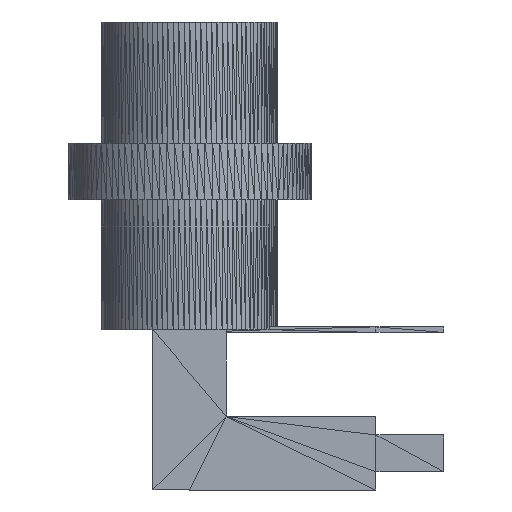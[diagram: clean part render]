
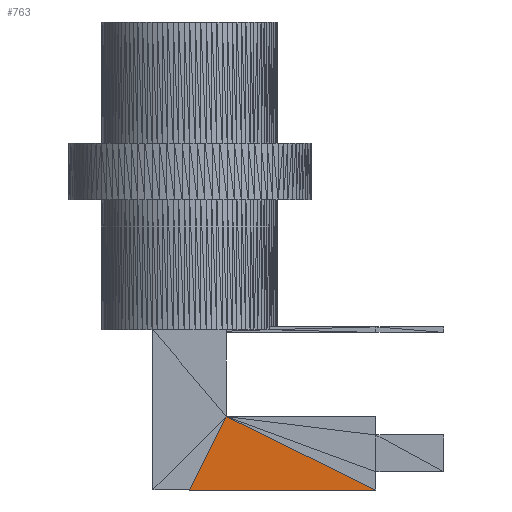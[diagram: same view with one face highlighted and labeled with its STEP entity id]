
A CAD part, left-side view. The second image highlights one B-rep face of the part: STEP entity #763.
In plain terms, the highlighted planar face has unit normal (-1, 0, 0).
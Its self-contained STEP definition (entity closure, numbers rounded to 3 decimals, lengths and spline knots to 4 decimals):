
#678 = EDGE_CURVE('',#679,#681,#683,.T.);
#679 = VERTEX_POINT('',#680);
#680 = CARTESIAN_POINT('',(-3.429,0.,-15.5956));
#681 = VERTEX_POINT('',#682);
#682 = CARTESIAN_POINT('',(-3.429,-1.651,
    -12.2936));
#683 = SURFACE_CURVE('',#684,(#688,#700),.PCURVE_S1.);
#684 = LINE('',#685,#686);
#685 = CARTESIAN_POINT('',(-3.429,0.,-15.5956));
#686 = VECTOR('',#687,1.);
#687 = DIRECTION('',(0.,-0.447,0.894));
#688 = PCURVE('',#689,#694);
#689 = PLANE('',#690);
#690 = AXIS2_PLACEMENT_3D('',#691,#692,#693);
#691 = CARTESIAN_POINT('',(-3.429,-0.8241,
    -13.9443));
#692 = DIRECTION('',(-1.,0.,0.));
#693 = DIRECTION('',(0.,-1.,0.));
#694 = DEFINITIONAL_REPRESENTATION('',(#695),#699);
#695 = LINE('',#696,#697);
#696 = CARTESIAN_POINT('',(-0.824,-1.651));
#697 = VECTOR('',#698,1.);
#698 = DIRECTION('',(0.447,0.894));
#699 = ( GEOMETRIC_REPRESENTATION_CONTEXT(2) 
PARAMETRIC_REPRESENTATION_CONTEXT() REPRESENTATION_CONTEXT('2D SPACE',''
  ) );
#700 = PCURVE('',#701,#706);
#701 = PLANE('',#702);
#702 = AXIS2_PLACEMENT_3D('',#703,#704,#705);
#703 = CARTESIAN_POINT('',(-3.429,-3.8724,
    -14.6517));
#704 = DIRECTION('',(-1.,-0.,-0.));
#705 = DIRECTION('',(0.,0.,-1.));
#706 = DEFINITIONAL_REPRESENTATION('',(#707),#710);
#707 = B_SPLINE_CURVE_WITH_KNOTS('',1,(#708,#709),.UNSPECIFIED.,.F.,.F.,
  (2,2),(0.,3.6917),.PIECEWISE_BEZIER_KNOTS.);
#708 = CARTESIAN_POINT('',(0.944,-3.872));
#709 = CARTESIAN_POINT('',(-2.358,-2.221));
#710 = ( GEOMETRIC_REPRESENTATION_CONTEXT(2) 
PARAMETRIC_REPRESENTATION_CONTEXT() REPRESENTATION_CONTEXT('2D SPACE',''
  ) );
#763 = ADVANCED_FACE('',(#764),#701,.T.);
#764 = FACE_BOUND('',#765,.T.);
#765 = EDGE_LOOP('',(#766,#793,#794));
#766 = ORIENTED_EDGE('',*,*,#767,.T.);
#767 = EDGE_CURVE('',#768,#681,#770,.T.);
#768 = VERTEX_POINT('',#769);
#769 = CARTESIAN_POINT('',(-3.429,-8.382,
    -15.5956));
#770 = SURFACE_CURVE('',#771,(#775,#782),.PCURVE_S1.);
#771 = LINE('',#772,#773);
#772 = CARTESIAN_POINT('',(-3.429,-8.382,
    -15.5956));
#773 = VECTOR('',#774,1.);
#774 = DIRECTION('',(0.,0.898,0.44));
#775 = PCURVE('',#701,#776);
#776 = DEFINITIONAL_REPRESENTATION('',(#777),#781);
#777 = LINE('',#778,#779);
#778 = CARTESIAN_POINT('',(0.944,4.51));
#779 = VECTOR('',#780,1.);
#780 = DIRECTION('',(-0.44,-0.898));
#781 = ( GEOMETRIC_REPRESENTATION_CONTEXT(2) 
PARAMETRIC_REPRESENTATION_CONTEXT() REPRESENTATION_CONTEXT('2D SPACE',''
  ) );
#782 = PCURVE('',#783,#788);
#783 = PLANE('',#784);
#784 = AXIS2_PLACEMENT_3D('',#785,#786,#787);
#785 = CARTESIAN_POINT('',(-3.429,-5.1958,
    -13.8195));
#786 = DIRECTION('',(-1.,-0.,-0.));
#787 = DIRECTION('',(0.,0.,-1.));
#788 = DEFINITIONAL_REPRESENTATION('',(#789),#792);
#789 = B_SPLINE_CURVE_WITH_KNOTS('',1,(#790,#791),.UNSPECIFIED.,.F.,.F.,
  (2,2),(0.,7.4973),.PIECEWISE_BEZIER_KNOTS.);
#790 = CARTESIAN_POINT('',(1.776,3.186));
#791 = CARTESIAN_POINT('',(-1.526,-3.545));
#792 = ( GEOMETRIC_REPRESENTATION_CONTEXT(2) 
PARAMETRIC_REPRESENTATION_CONTEXT() REPRESENTATION_CONTEXT('2D SPACE',''
  ) );
#793 = ORIENTED_EDGE('',*,*,#678,.F.);
#794 = ORIENTED_EDGE('',*,*,#795,.F.);
#795 = EDGE_CURVE('',#768,#679,#796,.T.);
#796 = SURFACE_CURVE('',#797,(#801,#807),.PCURVE_S1.);
#797 = LINE('',#798,#799);
#798 = CARTESIAN_POINT('',(-3.429,-8.382,
    -15.5956));
#799 = VECTOR('',#800,1.);
#800 = DIRECTION('',(0.,1.,0.));
#801 = PCURVE('',#701,#802);
#802 = DEFINITIONAL_REPRESENTATION('',(#803),#806);
#803 = B_SPLINE_CURVE_WITH_KNOTS('',1,(#804,#805),.UNSPECIFIED.,.F.,.F.,
  (2,2),(0.,8.382),.PIECEWISE_BEZIER_KNOTS.);
#804 = CARTESIAN_POINT('',(0.944,4.51));
#805 = CARTESIAN_POINT('',(0.944,-3.872));
#806 = ( GEOMETRIC_REPRESENTATION_CONTEXT(2) 
PARAMETRIC_REPRESENTATION_CONTEXT() REPRESENTATION_CONTEXT('2D SPACE',''
  ) );
#807 = PCURVE('',#808,#813);
#808 = PLANE('',#809);
#809 = AXIS2_PLACEMENT_3D('',#810,#811,#812);
#810 = CARTESIAN_POINT('',(-3.3645,-4.1285,
    -15.5956));
#811 = DIRECTION('',(-0.,-0.,-1.));
#812 = DIRECTION('',(-1.,0.,0.));
#813 = DEFINITIONAL_REPRESENTATION('',(#814),#818);
#814 = LINE('',#815,#816);
#815 = CARTESIAN_POINT('',(0.064,-4.254));
#816 = VECTOR('',#817,1.);
#817 = DIRECTION('',(0.,1.));
#818 = ( GEOMETRIC_REPRESENTATION_CONTEXT(2) 
PARAMETRIC_REPRESENTATION_CONTEXT() REPRESENTATION_CONTEXT('2D SPACE',''
  ) );
